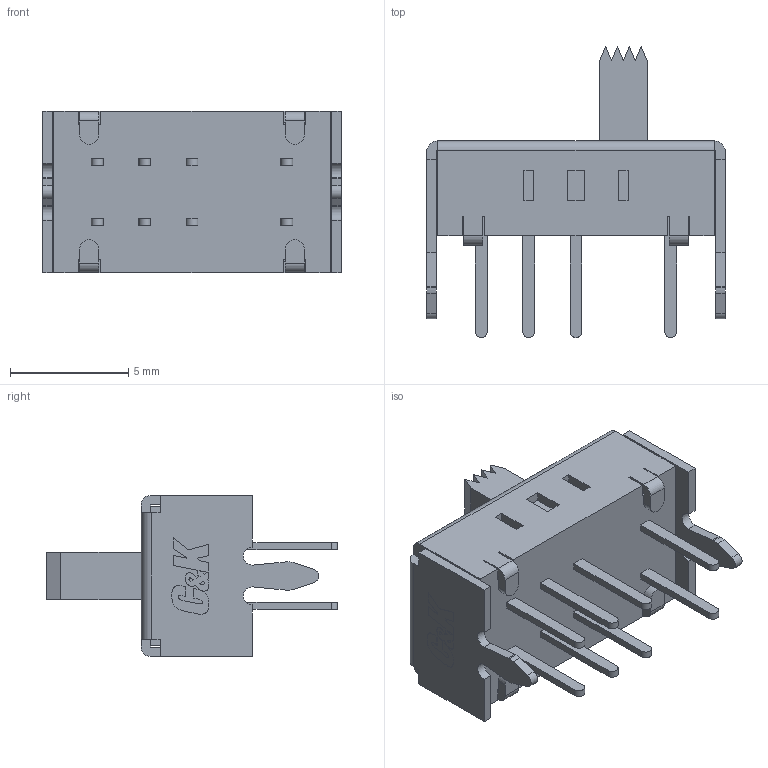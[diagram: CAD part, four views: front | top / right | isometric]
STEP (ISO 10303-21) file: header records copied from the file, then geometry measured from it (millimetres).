
FILE_DESCRIPTION (( 'STEP AP214' ), '1' );
FILE_NAME ('OS203011MS1QP1.STEP', '2024-03-27T09:18:50', ( '' ), ( '' ), 'SwSTEP 2.0', 'SolidWorks 2024', '' );
FILE_SCHEMA (( 'AUTOMOTIVE_DESIGN' ));
Length unit declared in the file: metre
Products named in the file (1): OS203011MS1QP1
Bounding box: 12.6 x 12.3 x 6.8 mm (x, y, z)
Volume: 256.1 mm3; surface area: 829.8 mm2
Topology: 1 solids, 1 shells, 246 faces, 717 edges, 468 vertices
Faces by surface type: plane 190, cylinder 34, bspline 22
Entity records: 8525 total; most frequent: CARTESIAN_POINT 1904, ORIENTED_EDGE 1434, DIRECTION 1191, EDGE_CURVE 717, LINE 605, VECTOR 605, VERTEX_POINT 468, AXIS2_PLACEMENT_3D 293
